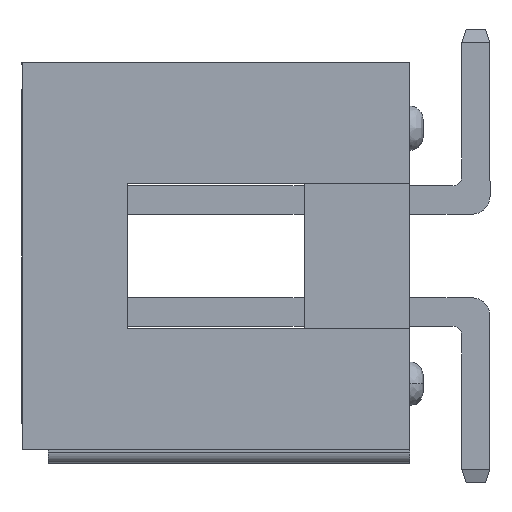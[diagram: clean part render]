
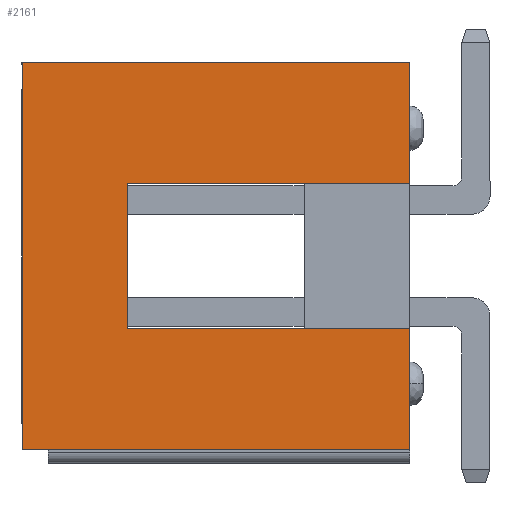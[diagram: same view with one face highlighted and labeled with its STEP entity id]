
A CAD part, left-side view. The second image highlights one B-rep face of the part: STEP entity #2161.
In plain terms, the highlighted face is planar.
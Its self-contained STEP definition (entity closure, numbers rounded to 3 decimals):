
#118 = VERTEX_POINT ( 'NONE', #4095 ) ;
#214 = EDGE_CURVE ( 'NONE', #4409, #3401, #2107, .T. ) ;
#232 = EDGE_LOOP ( 'NONE', ( #6012, #6005, #5999, #5403, #1852, #1719, #4937, #3065 ) ) ;
#339 = LINE ( 'NONE', #2830, #377 ) ;
#364 = EDGE_CURVE ( 'NONE', #4409, #2520, #1754, .T. ) ;
#376 = EDGE_CURVE ( 'NONE', #3401, #5853, #1674, .T. ) ;
#377 = VECTOR ( 'NONE', #2806, 1000. ) ;
#378 = EDGE_CURVE ( 'NONE', #5706, #5853, #1823, .T. ) ;
#388 = EDGE_CURVE ( 'NONE', #1110, #5706, #1669, .T. ) ;
#395 = VECTOR ( 'NONE', #2904, 1000. ) ;
#421 = LINE ( 'NONE', #2884, #395 ) ;
#452 = CARTESIAN_POINT ( 'NONE',  ( -188.161, 41.774, 19.3 ) ) ;
#512 = VECTOR ( 'NONE', #2952, 1000. ) ;
#549 = LINE ( 'NONE', #2986, #512 ) ;
#1110 = VERTEX_POINT ( 'NONE', #4691 ) ;
#1622 = VECTOR ( 'NONE', #1861, 1000. ) ;
#1637 = VECTOR ( 'NONE', #1830, 1000. ) ;
#1669 = LINE ( 'NONE', #1843, #1622 ) ;
#1674 = LINE ( 'NONE', #1862, #1701 ) ;
#1701 = VECTOR ( 'NONE', #1875, 1000. ) ;
#1719 = ORIENTED_EDGE ( 'NONE', *, *, #4027, .T. ) ;
#1728 = VECTOR ( 'NONE', #1869, 1000. ) ;
#1754 = LINE ( 'NONE', #1883, #1728 ) ;
#1823 = LINE ( 'NONE', #1844, #1637 ) ;
#1830 = DIRECTION ( 'NONE',  ( 0., -1., 0. ) ) ;
#1843 = CARTESIAN_POINT ( 'NONE',  ( -188.161, 50.574, 14.89 ) ) ;
#1844 = CARTESIAN_POINT ( 'NONE',  ( -188.161, 50.574, 10.5 ) ) ;
#1852 = ORIENTED_EDGE ( 'NONE', *, *, #388, .F. ) ;
#1861 = DIRECTION ( 'NONE',  ( 0., 0., -1. ) ) ;
#1862 = CARTESIAN_POINT ( 'NONE',  ( -188.161, 41.774, 10.49 ) ) ;
#1869 = DIRECTION ( 'NONE',  ( 0., 0., -1. ) ) ;
#1875 = DIRECTION ( 'NONE',  ( 0., 0., -1. ) ) ;
#1883 = CARTESIAN_POINT ( 'NONE',  ( -188.161, 50.574, 14.89 ) ) ;
#2081 = VECTOR ( 'NONE', #3721, 1000. ) ;
#2107 = LINE ( 'NONE', #3773, #2081 ) ;
#2161 = ADVANCED_FACE ( 'NONE', ( #4841 ), #5220, .T. ) ;
#2354 = CARTESIAN_POINT ( 'NONE',  ( -188.161, 50.574, 19.3 ) ) ;
#2419 = VERTEX_POINT ( 'NONE', #5191 ) ;
#2520 = VERTEX_POINT ( 'NONE', #5343 ) ;
#2806 = DIRECTION ( 'NONE',  ( 0., 1., 0. ) ) ;
#2830 = CARTESIAN_POINT ( 'NONE',  ( -188.161, 50.574, 16.55 ) ) ;
#2884 = CARTESIAN_POINT ( 'NONE',  ( -188.161, 44.174, 19.29 ) ) ;
#2904 = DIRECTION ( 'NONE',  ( 0., 0., 1. ) ) ;
#2952 = DIRECTION ( 'NONE',  ( 0., -1., 0. ) ) ;
#2986 = CARTESIAN_POINT ( 'NONE',  ( -188.161, 50.574, 13.25 ) ) ;
#3065 = ORIENTED_EDGE ( 'NONE', *, *, #4141, .T. ) ;
#3401 = VERTEX_POINT ( 'NONE', #452 ) ;
#3721 = DIRECTION ( 'NONE',  ( 0., -1., 0. ) ) ;
#3773 = CARTESIAN_POINT ( 'NONE',  ( -188.161, 50.574, 19.3 ) ) ;
#4027 = EDGE_CURVE ( 'NONE', #1110, #118, #549, .T. ) ;
#4093 = EDGE_CURVE ( 'NONE', #118, #2419, #421, .T. ) ;
#4095 = CARTESIAN_POINT ( 'NONE',  ( -188.161, 44.174, 13.25 ) ) ;
#4141 = EDGE_CURVE ( 'NONE', #2419, #2520, #339, .T. ) ;
#4409 = VERTEX_POINT ( 'NONE', #2354 ) ;
#4617 = AXIS2_PLACEMENT_3D ( 'NONE', #6206, #6254, #6225 ) ;
#4691 = CARTESIAN_POINT ( 'NONE',  ( -188.161, 50.574, 13.25 ) ) ;
#4782 = CARTESIAN_POINT ( 'NONE',  ( -188.161, 41.774, 10.5 ) ) ;
#4841 = FACE_OUTER_BOUND ( 'NONE', #232, .T. ) ;
#4937 = ORIENTED_EDGE ( 'NONE', *, *, #4093, .T. ) ;
#5191 = CARTESIAN_POINT ( 'NONE',  ( -188.161, 44.174, 16.55 ) ) ;
#5220 = PLANE ( 'NONE',  #4617 ) ;
#5343 = CARTESIAN_POINT ( 'NONE',  ( -188.161, 50.574, 16.55 ) ) ;
#5403 = ORIENTED_EDGE ( 'NONE', *, *, #378, .F. ) ;
#5629 = CARTESIAN_POINT ( 'NONE',  ( -188.161, 50.574, 10.5 ) ) ;
#5706 = VERTEX_POINT ( 'NONE', #5629 ) ;
#5853 = VERTEX_POINT ( 'NONE', #4782 ) ;
#5999 = ORIENTED_EDGE ( 'NONE', *, *, #376, .T. ) ;
#6005 = ORIENTED_EDGE ( 'NONE', *, *, #214, .T. ) ;
#6012 = ORIENTED_EDGE ( 'NONE', *, *, #364, .F. ) ;
#6206 = CARTESIAN_POINT ( 'NONE',  ( -188.161, 50.574, 19.29 ) ) ;
#6225 = DIRECTION ( 'NONE',  ( 0., 1., 0. ) ) ;
#6254 = DIRECTION ( 'NONE',  ( 1., 0., 0. ) ) ;
